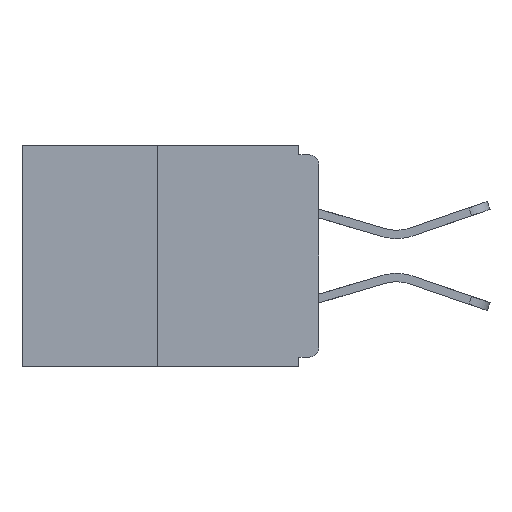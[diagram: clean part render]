
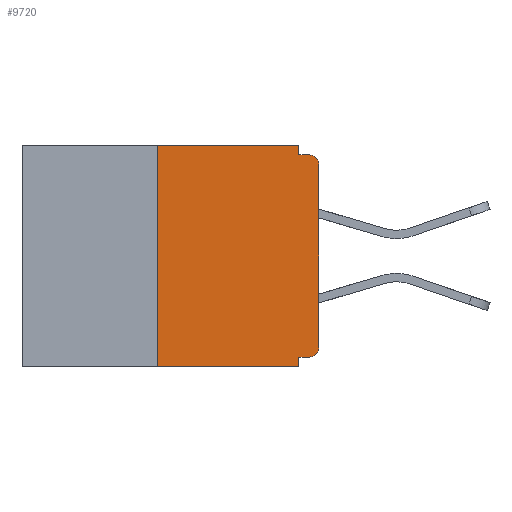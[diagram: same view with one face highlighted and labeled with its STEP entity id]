
A CAD part, left-side view. The second image highlights one B-rep face of the part: STEP entity #9720.
In plain terms, the highlighted planar face has unit normal (-1, 0, 0).
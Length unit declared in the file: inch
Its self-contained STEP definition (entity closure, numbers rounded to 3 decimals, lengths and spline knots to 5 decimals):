
#180 = ORIENTED_EDGE ( 'NONE', *, *, #6721, .T. ) ;
#228 = CARTESIAN_POINT ( 'NONE',  ( 0., 0.25, -0.343 ) ) ;
#295 = VECTOR ( 'NONE', #4373, 39.37008 ) ;
#298 = VERTEX_POINT ( 'NONE', #4159 ) ;
#469 = CIRCLE ( 'NONE', #7844, 0.015 ) ;
#654 = EDGE_CURVE ( 'NONE', #3335, #7423, #2994, .T. ) ;
#773 = CARTESIAN_POINT ( 'NONE',  ( 0., 0., -0.03 ) ) ;
#846 = ORIENTED_EDGE ( 'NONE', *, *, #654, .F. ) ;
#1134 = EDGE_CURVE ( 'NONE', #6938, #298, #4899, .T. ) ;
#1362 = VECTOR ( 'NONE', #5671, 39.37008 ) ;
#1462 = DIRECTION ( 'NONE',  ( 0., 0., -1. ) ) ;
#1587 = VECTOR ( 'NONE', #4670, 39.37008 ) ;
#1619 = PLANE ( 'NONE',  #12072 ) ;
#1839 = EDGE_CURVE ( 'NONE', #7423, #8018, #13888, .T. ) ;
#1871 = VERTEX_POINT ( 'NONE', #6990 ) ;
#1905 = LINE ( 'NONE', #12724, #14089 ) ;
#1915 = VECTOR ( 'NONE', #10515, 39.37008 ) ;
#2213 = CARTESIAN_POINT ( 'NONE',  ( 0., 0.25, 0. ) ) ;
#2306 = ORIENTED_EDGE ( 'NONE', *, *, #1839, .F. ) ;
#2446 = CARTESIAN_POINT ( 'NONE',  ( 0., 0.46, 0. ) ) ;
#2927 = LINE ( 'NONE', #9297, #295 ) ;
#2929 = ORIENTED_EDGE ( 'NONE', *, *, #10481, .F. ) ;
#2994 = LINE ( 'NONE', #2213, #1587 ) ;
#3335 = VERTEX_POINT ( 'NONE', #228 ) ;
#3490 = VECTOR ( 'NONE', #9186, 39.37008 ) ;
#4159 = CARTESIAN_POINT ( 'NONE',  ( 0., 0.015, -0.015 ) ) ;
#4228 = DIRECTION ( 'NONE',  ( 0., 0., -1. ) ) ;
#4373 = DIRECTION ( 'NONE',  ( 0., 0., 1. ) ) ;
#4375 = EDGE_CURVE ( 'NONE', #10623, #298, #1905, .T. ) ;
#4617 = DIRECTION ( 'NONE',  ( -1., 0., 0. ) ) ;
#4670 = DIRECTION ( 'NONE',  ( 0., 0., 1. ) ) ;
#4899 = CIRCLE ( 'NONE', #9578, 0.015 ) ;
#5025 = CARTESIAN_POINT ( 'NONE',  ( 0., 0., -0.328 ) ) ;
#5056 = DIRECTION ( 'NONE',  ( 1., 0., 0. ) ) ;
#5310 = EDGE_CURVE ( 'NONE', #9746, #1871, #12829, .T. ) ;
#5671 = DIRECTION ( 'NONE',  ( 0., 0., -1. ) ) ;
#6178 = DIRECTION ( 'NONE',  ( 0., 0., -1. ) ) ;
#6721 = EDGE_CURVE ( 'NONE', #3335, #1871, #12956, .T. ) ;
#6938 = VERTEX_POINT ( 'NONE', #773 ) ;
#6990 = CARTESIAN_POINT ( 'NONE',  ( 0., 0.031, -0.343 ) ) ;
#7149 = CARTESIAN_POINT ( 'NONE',  ( 0., 0.031, 0. ) ) ;
#7423 = VERTEX_POINT ( 'NONE', #10054 ) ;
#7598 = DIRECTION ( 'NONE',  ( -1., 0., 0. ) ) ;
#7625 = EDGE_LOOP ( 'NONE', ( #2306, #846, #180, #10449, #2929, #13419, #13867, #13121, #13124, #8859 ) ) ;
#7725 = CARTESIAN_POINT ( 'NONE',  ( 0., 0.031, -0.015 ) ) ;
#7844 = AXIS2_PLACEMENT_3D ( 'NONE', #13219, #7598, #4228 ) ;
#8018 = VERTEX_POINT ( 'NONE', #11632 ) ;
#8035 = DIRECTION ( 'NONE',  ( 0., 0., -1. ) ) ;
#8636 = LINE ( 'NONE', #5025, #1915 ) ;
#8806 = EDGE_CURVE ( 'NONE', #8018, #10623, #13601, .T. ) ;
#8859 = ORIENTED_EDGE ( 'NONE', *, *, #8806, .F. ) ;
#9082 = VECTOR ( 'NONE', #9648, 39.37008 ) ;
#9175 = DIRECTION ( 'NONE',  ( 0., -1., 0. ) ) ;
#9186 = DIRECTION ( 'NONE',  ( 0., -1., 0. ) ) ;
#9297 = CARTESIAN_POINT ( 'NONE',  ( 0., 0., 0. ) ) ;
#9578 = AXIS2_PLACEMENT_3D ( 'NONE', #10260, #4617, #8035 ) ;
#9648 = DIRECTION ( 'NONE',  ( 0., -1., 0. ) ) ;
#9669 = CARTESIAN_POINT ( 'NONE',  ( 0., 0.031, -0.328 ) ) ;
#9720 = ADVANCED_FACE ( 'NONE', ( #10255 ), #1619, .F. ) ;
#9746 = VERTEX_POINT ( 'NONE', #9669 ) ;
#10054 = CARTESIAN_POINT ( 'NONE',  ( 0., 0.25, 0. ) ) ;
#10183 = VERTEX_POINT ( 'NONE', #11553 ) ;
#10255 = FACE_OUTER_BOUND ( 'NONE', #7625, .T. ) ;
#10260 = CARTESIAN_POINT ( 'NONE',  ( 0., 0.015, -0.03 ) ) ;
#10449 = ORIENTED_EDGE ( 'NONE', *, *, #5310, .F. ) ;
#10481 = EDGE_CURVE ( 'NONE', #11679, #9746, #8636, .T. ) ;
#10515 = DIRECTION ( 'NONE',  ( 0., 1., 0. ) ) ;
#10623 = VERTEX_POINT ( 'NONE', #7725 ) ;
#11553 = CARTESIAN_POINT ( 'NONE',  ( 0., 0., -0.313 ) ) ;
#11632 = CARTESIAN_POINT ( 'NONE',  ( 0., 0.031, 0. ) ) ;
#11679 = VERTEX_POINT ( 'NONE', #12977 ) ;
#11843 = CARTESIAN_POINT ( 'NONE',  ( 0., 0.46, 0. ) ) ;
#11951 = CARTESIAN_POINT ( 'NONE',  ( 0., 0.46, -0.343 ) ) ;
#11969 = EDGE_CURVE ( 'NONE', #10183, #6938, #2927, .T. ) ;
#12072 = AXIS2_PLACEMENT_3D ( 'NONE', #11843, #5056, #6178 ) ;
#12452 = CARTESIAN_POINT ( 'NONE',  ( 0., 0.031, -0.343 ) ) ;
#12724 = CARTESIAN_POINT ( 'NONE',  ( 0., 0., -0.015 ) ) ;
#12753 = EDGE_CURVE ( 'NONE', #11679, #10183, #469, .T. ) ;
#12829 = LINE ( 'NONE', #12452, #1362 ) ;
#12956 = LINE ( 'NONE', #11951, #9082 ) ;
#12977 = CARTESIAN_POINT ( 'NONE',  ( 0., 0.015, -0.328 ) ) ;
#13121 = ORIENTED_EDGE ( 'NONE', *, *, #1134, .T. ) ;
#13124 = ORIENTED_EDGE ( 'NONE', *, *, #4375, .F. ) ;
#13219 = CARTESIAN_POINT ( 'NONE',  ( 0., 0.015, -0.313 ) ) ;
#13248 = VECTOR ( 'NONE', #1462, 39.37008 ) ;
#13419 = ORIENTED_EDGE ( 'NONE', *, *, #12753, .T. ) ;
#13601 = LINE ( 'NONE', #7149, #13248 ) ;
#13867 = ORIENTED_EDGE ( 'NONE', *, *, #11969, .T. ) ;
#13888 = LINE ( 'NONE', #2446, #3490 ) ;
#14089 = VECTOR ( 'NONE', #9175, 39.37008 ) ;
